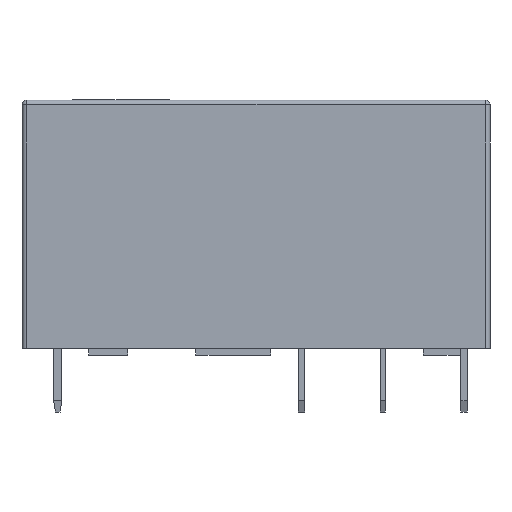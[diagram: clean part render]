
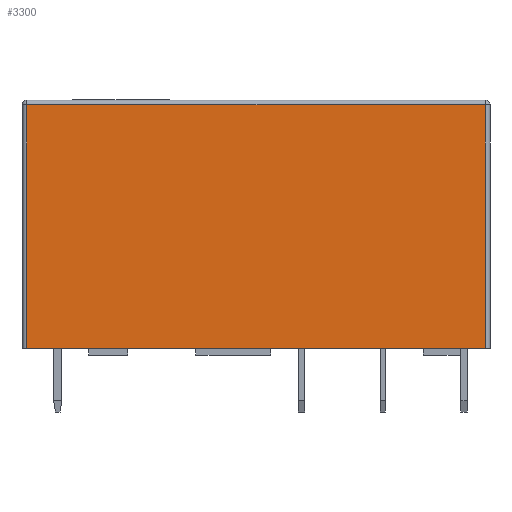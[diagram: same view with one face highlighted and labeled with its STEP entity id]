
A CAD part, front view. The second image highlights one B-rep face of the part: STEP entity #3300.
In plain terms, the highlighted face is planar.
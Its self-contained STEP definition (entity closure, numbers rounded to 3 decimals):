
#243=PLANE('',#3618);
#392=LINE('',#4599,#777);
#395=LINE('',#4603,#780);
#397=LINE('',#4609,#782);
#409=LINE('',#4633,#794);
#777=VECTOR('',#3822,10.);
#780=VECTOR('',#3827,10.);
#782=VECTOR('',#3833,10.);
#794=VECTOR('',#3861,1000.);
#1192=FACE_OUTER_BOUND('',#1396,.T.);
#1396=EDGE_LOOP('',(#2471,#2472,#2473,#2474));
#1604=VERTEX_POINT('',#4582);
#1606=VERTEX_POINT('',#4587);
#1609=VERTEX_POINT('',#4597);
#1610=VERTEX_POINT('',#4605);
#1911=EDGE_CURVE('',#1609,#1606,#392,.T.);
#1914=EDGE_CURVE('',#1606,#1604,#395,.T.);
#1917=EDGE_CURVE('',#1604,#1610,#397,.T.);
#1931=EDGE_CURVE('',#1609,#1610,#409,.T.);
#2471=ORIENTED_EDGE('',*,*,#1911,.F.);
#2472=ORIENTED_EDGE('',*,*,#1931,.T.);
#2473=ORIENTED_EDGE('',*,*,#1917,.F.);
#2474=ORIENTED_EDGE('',*,*,#1914,.F.);
#3300=ADVANCED_FACE('',(#1192),#243,.F.);
#3618=AXIS2_PLACEMENT_3D('',#4708,#3915,#3916);
#3822=DIRECTION('',(0.,1.,0.));
#3827=DIRECTION('',(1.,0.,0.));
#3833=DIRECTION('',(0.,-1.,0.));
#3861=DIRECTION('',(1.,0.,0.));
#3915=DIRECTION('center_axis',(0.,0.,-1.));
#3916=DIRECTION('ref_axis',(-1.,0.,0.));
#4582=CARTESIAN_POINT('',(26.3,15.4,2.5));
#4587=CARTESIAN_POINT('',(-1.9,15.4,2.5));
#4597=CARTESIAN_POINT('',(-1.9,0.4,2.5));
#4599=CARTESIAN_POINT('',(-1.9,15.7,2.5));
#4603=CARTESIAN_POINT('',(-2.3,15.4,2.5));
#4605=CARTESIAN_POINT('',(26.3,0.4,2.5));
#4609=CARTESIAN_POINT('',(26.3,15.7,2.5));
#4633=CARTESIAN_POINT('',(-2.3,0.4,2.5));
#4708=CARTESIAN_POINT('Origin',(-2.3,15.7,2.5));
